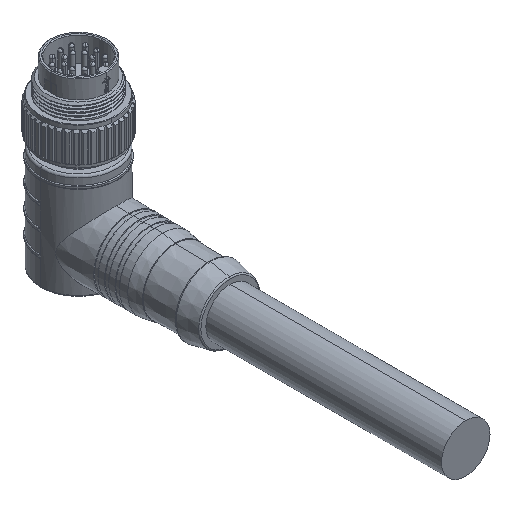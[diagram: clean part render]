
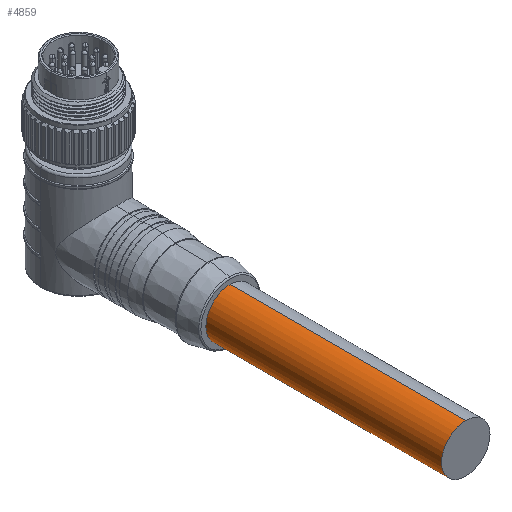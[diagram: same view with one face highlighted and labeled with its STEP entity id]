
A CAD part, isometric view. The second image highlights one B-rep face of the part: STEP entity #4859.
In plain terms, the highlighted cylindrical face has radius 5.75 mm (diameter 11.5 mm), a partial arc.
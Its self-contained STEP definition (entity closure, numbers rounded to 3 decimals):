
#381 = AXIS2_PLACEMENT_3D ( 'NONE', #14065, #3376, #15861 ) ;
#807 = VERTEX_POINT ( 'NONE', #7441 ) ;
#894 = VERTEX_POINT ( 'NONE', #11547 ) ;
#1133 = CIRCLE ( 'NONE', #10549, 5.75 ) ;
#1836 = DIRECTION ( 'NONE',  ( 0., -1., 0. ) ) ;
#2083 = EDGE_CURVE ( 'NONE', #7841, #4656, #13108, .T. ) ;
#3376 = DIRECTION ( 'NONE',  ( 0., -1., 0. ) ) ;
#4323 = EDGE_CURVE ( 'NONE', #807, #894, #16925, .T. ) ;
#4656 = VERTEX_POINT ( 'NONE', #16728 ) ;
#4859 = ADVANCED_FACE ( 'NONE', ( #21402 ), #7706, .T. ) ;
#7434 = VECTOR ( 'NONE', #17609, 1000. ) ;
#7441 = CARTESIAN_POINT ( 'NONE',  ( 0., -92., -10.75 ) ) ;
#7506 = EDGE_LOOP ( 'NONE', ( #17429, #13218, #7722, #22258 ) ) ;
#7706 = CYLINDRICAL_SURFACE ( 'NONE', #12636, 5.75 ) ;
#7722 = ORIENTED_EDGE ( 'NONE', *, *, #4323, .T. ) ;
#7841 = VERTEX_POINT ( 'NONE', #19956 ) ;
#8353 = VECTOR ( 'NONE', #17127, 1000. ) ;
#8376 = CARTESIAN_POINT ( 'NONE',  ( 0., -92., -16.5 ) ) ;
#9759 = CIRCLE ( 'NONE', #381, 5.75 ) ;
#10549 = AXIS2_PLACEMENT_3D ( 'NONE', #12527, #1836, #14337 ) ;
#11547 = CARTESIAN_POINT ( 'NONE',  ( 0., -36., -10.75 ) ) ;
#12056 = DIRECTION ( 'NONE',  ( 0., 1., 0. ) ) ;
#12527 = CARTESIAN_POINT ( 'NONE',  ( 0., -92., -16.5 ) ) ;
#12636 = AXIS2_PLACEMENT_3D ( 'NONE', #8376, #12056, #13843 ) ;
#13108 = LINE ( 'NONE', #13486, #8353 ) ;
#13218 = ORIENTED_EDGE ( 'NONE', *, *, #19115, .F. ) ;
#13486 = CARTESIAN_POINT ( 'NONE',  ( 0., -92., -22.25 ) ) ;
#13668 = EDGE_CURVE ( 'NONE', #894, #4656, #9759, .T. ) ;
#13843 = DIRECTION ( 'NONE',  ( 0., 0., 1. ) ) ;
#14065 = CARTESIAN_POINT ( 'NONE',  ( 0., -36., -16.5 ) ) ;
#14337 = DIRECTION ( 'NONE',  ( 0., 0., -1. ) ) ;
#15836 = CARTESIAN_POINT ( 'NONE',  ( 0., -92., -10.75 ) ) ;
#15861 = DIRECTION ( 'NONE',  ( 0., 0., -1. ) ) ;
#16728 = CARTESIAN_POINT ( 'NONE',  ( 0., -36., -22.25 ) ) ;
#16925 = LINE ( 'NONE', #15836, #7434 ) ;
#17127 = DIRECTION ( 'NONE',  ( 0., 1., 0. ) ) ;
#17429 = ORIENTED_EDGE ( 'NONE', *, *, #2083, .F. ) ;
#17609 = DIRECTION ( 'NONE',  ( 0., 1., 0. ) ) ;
#19115 = EDGE_CURVE ( 'NONE', #807, #7841, #1133, .T. ) ;
#19956 = CARTESIAN_POINT ( 'NONE',  ( 0., -92., -22.25 ) ) ;
#21402 = FACE_OUTER_BOUND ( 'NONE', #7506, .T. ) ;
#22258 = ORIENTED_EDGE ( 'NONE', *, *, #13668, .T. ) ;
